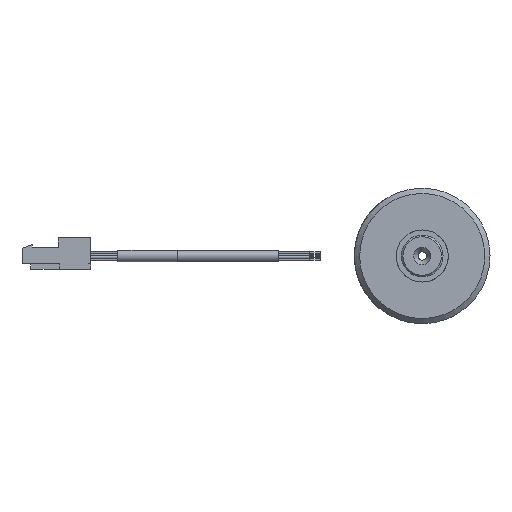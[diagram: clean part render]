
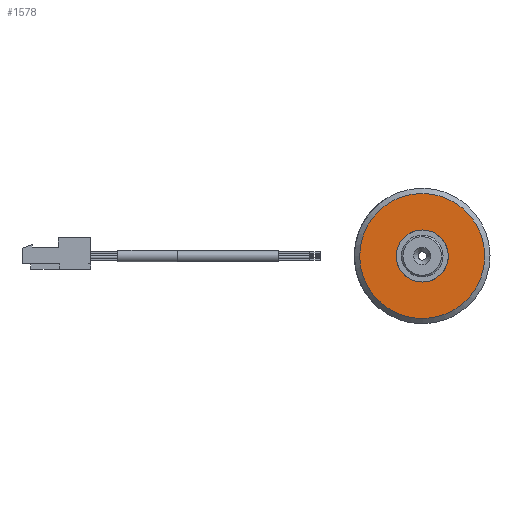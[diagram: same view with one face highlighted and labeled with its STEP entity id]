
A CAD part, left-side view. The second image highlights one B-rep face of the part: STEP entity #1578.
In plain terms, the highlighted planar face has unit normal (-1, 0, 0).
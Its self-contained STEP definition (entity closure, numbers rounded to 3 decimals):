
#595 = AXIS2_PLACEMENT_3D ( 'NONE', #29094, #4602, #20782 ) ;
#1578 = ADVANCED_FACE ( 'NONE', ( #14780, #8423 ), #4871, .F. ) ;
#4602 = DIRECTION ( 'NONE',  ( 1., 0., 0. ) ) ;
#4871 = PLANE ( 'NONE',  #595 ) ;
#4985 = CIRCLE ( 'NONE', #27645, 12. ) ;
#6655 = ORIENTED_EDGE ( 'NONE', *, *, #18003, .T. ) ;
#7006 = EDGE_LOOP ( 'NONE', ( #9161 ) ) ;
#7072 = CARTESIAN_POINT ( 'NONE',  ( 15., 0., 0. ) ) ;
#8423 = FACE_BOUND ( 'NONE', #11340, .T. ) ;
#8661 = DIRECTION ( 'NONE',  ( 1., 0., 0. ) ) ;
#9161 = ORIENTED_EDGE ( 'NONE', *, *, #30694, .F. ) ;
#9471 = DIRECTION ( 'NONE',  ( 0., 0.168, -0.986 ) ) ;
#11318 = VERTEX_POINT ( 'NONE', #28142 ) ;
#11340 = EDGE_LOOP ( 'NONE', ( #6655 ) ) ;
#14780 = FACE_OUTER_BOUND ( 'NONE', #7006, .T. ) ;
#18003 = EDGE_CURVE ( 'NONE', #28411, #28411, #24722, .T. ) ;
#19375 = AXIS2_PLACEMENT_3D ( 'NONE', #22892, #8661, #25276 ) ;
#20767 = CARTESIAN_POINT ( 'NONE',  ( 15., 0.838, -4.929 ) ) ;
#20782 = DIRECTION ( 'NONE',  ( 0., 0.168, -0.986 ) ) ;
#22892 = CARTESIAN_POINT ( 'NONE',  ( 15., 0., 0. ) ) ;
#23705 = DIRECTION ( 'NONE',  ( 1., 0., 0. ) ) ;
#24722 = CIRCLE ( 'NONE', #19375, 5. ) ;
#25276 = DIRECTION ( 'NONE',  ( 0., 0.168, -0.986 ) ) ;
#27645 = AXIS2_PLACEMENT_3D ( 'NONE', #7072, #23705, #9471 ) ;
#28142 = CARTESIAN_POINT ( 'NONE',  ( 15., 2.012, -11.83 ) ) ;
#28411 = VERTEX_POINT ( 'NONE', #20767 ) ;
#29094 = CARTESIAN_POINT ( 'NONE',  ( 15., 4.929, 0.838 ) ) ;
#30694 = EDGE_CURVE ( 'NONE', #11318, #11318, #4985, .T. ) ;
